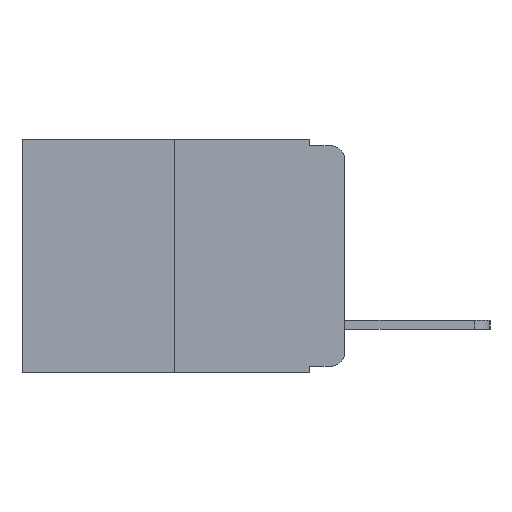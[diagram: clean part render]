
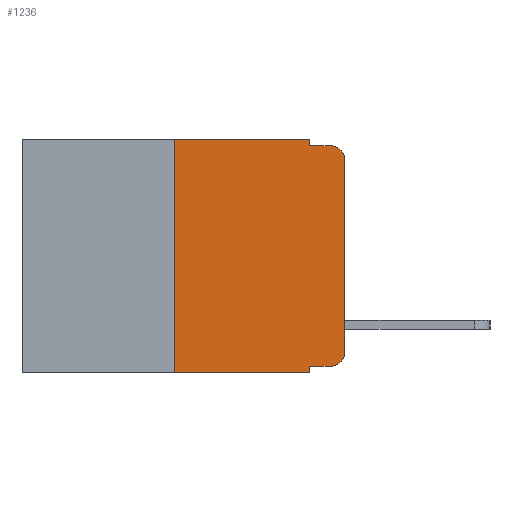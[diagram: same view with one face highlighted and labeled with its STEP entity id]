
A CAD part, left-side view. The second image highlights one B-rep face of the part: STEP entity #1236.
In plain terms, the highlighted planar face has unit normal (-1, 0, 0).
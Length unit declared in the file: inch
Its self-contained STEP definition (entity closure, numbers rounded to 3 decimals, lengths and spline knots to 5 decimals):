
#114 = CARTESIAN_POINT ( 'NONE',  ( 0., 0.051, -0.01 ) ) ;
#238 = AXIS2_PLACEMENT_3D ( 'NONE', #5381, #12616, #6510 ) ;
#343 = CARTESIAN_POINT ( 'NONE',  ( 0., 0.25, -0.343 ) ) ;
#739 = CARTESIAN_POINT ( 'NONE',  ( 0., 0.02, -0.01 ) ) ;
#778 = CARTESIAN_POINT ( 'NONE',  ( 0., 0.051, 0. ) ) ;
#835 = VERTEX_POINT ( 'NONE', #3768 ) ;
#1236 = ADVANCED_FACE ( 'NONE', ( #2437 ), #12648, .F. ) ;
#1496 = DIRECTION ( 'NONE',  ( 0., -1., 0. ) ) ;
#1804 = VERTEX_POINT ( 'NONE', #13457 ) ;
#1973 = VECTOR ( 'NONE', #10942, 39.37008 ) ;
#2117 = VECTOR ( 'NONE', #6462, 39.37008 ) ;
#2244 = DIRECTION ( 'NONE',  ( 0., 0., 1. ) ) ;
#2288 = ORIENTED_EDGE ( 'NONE', *, *, #12064, .T. ) ;
#2344 = VECTOR ( 'NONE', #2244, 39.37008 ) ;
#2437 = FACE_OUTER_BOUND ( 'NONE', #13969, .T. ) ;
#2532 = LINE ( 'NONE', #4770, #8482 ) ;
#2624 = CARTESIAN_POINT ( 'NONE',  ( 0., 0.051, -0.343 ) ) ;
#3618 = DIRECTION ( 'NONE',  ( 0., -1., 0. ) ) ;
#3768 = CARTESIAN_POINT ( 'NONE',  ( 0., 0.25, 0. ) ) ;
#3928 = VERTEX_POINT ( 'NONE', #343 ) ;
#4770 = CARTESIAN_POINT ( 'NONE',  ( 0., 0., 0. ) ) ;
#4809 = CIRCLE ( 'NONE', #238, 0.02 ) ;
#5116 = VERTEX_POINT ( 'NONE', #11550 ) ;
#5190 = ORIENTED_EDGE ( 'NONE', *, *, #12522, .T. ) ;
#5195 = LINE ( 'NONE', #7538, #2117 ) ;
#5341 = VERTEX_POINT ( 'NONE', #8664 ) ;
#5381 = CARTESIAN_POINT ( 'NONE',  ( 0., 0.02, -0.313 ) ) ;
#5486 = VERTEX_POINT ( 'NONE', #6321 ) ;
#5606 = AXIS2_PLACEMENT_3D ( 'NONE', #12775, #6702, #13714 ) ;
#5790 = VECTOR ( 'NONE', #11232, 39.37008 ) ;
#5836 = VERTEX_POINT ( 'NONE', #739 ) ;
#5842 = ORIENTED_EDGE ( 'NONE', *, *, #12112, .F. ) ;
#5997 = DIRECTION ( 'NONE',  ( 0., 0., 1. ) ) ;
#6061 = EDGE_CURVE ( 'NONE', #3928, #8024, #13589, .T. ) ;
#6108 = CARTESIAN_POINT ( 'NONE',  ( 0., 0.25, 0. ) ) ;
#6133 = ORIENTED_EDGE ( 'NONE', *, *, #12479, .T. ) ;
#6298 = ORIENTED_EDGE ( 'NONE', *, *, #11773, .F. ) ;
#6321 = CARTESIAN_POINT ( 'NONE',  ( 0., 0.051, 0. ) ) ;
#6462 = DIRECTION ( 'NONE',  ( 0., 0., -1. ) ) ;
#6510 = DIRECTION ( 'NONE',  ( 0., 0., -1. ) ) ;
#6702 = DIRECTION ( 'NONE',  ( -1., 0., 0. ) ) ;
#6854 = AXIS2_PLACEMENT_3D ( 'NONE', #12684, #11809, #11852 ) ;
#6996 = VERTEX_POINT ( 'NONE', #10549 ) ;
#7164 = LINE ( 'NONE', #114, #12518 ) ;
#7238 = ORIENTED_EDGE ( 'NONE', *, *, #12080, .F. ) ;
#7269 = ORIENTED_EDGE ( 'NONE', *, *, #12040, .F. ) ;
#7345 = ORIENTED_EDGE ( 'NONE', *, *, #12180, .T. ) ;
#7506 = ORIENTED_EDGE ( 'NONE', *, *, #11751, .F. ) ;
#7538 = CARTESIAN_POINT ( 'NONE',  ( 0., 0.051, 0. ) ) ;
#7870 = LINE ( 'NONE', #10653, #10215 ) ;
#7882 = ORIENTED_EDGE ( 'NONE', *, *, #6061, .T. ) ;
#8024 = VERTEX_POINT ( 'NONE', #2624 ) ;
#8482 = VECTOR ( 'NONE', #5997, 39.37008 ) ;
#8664 = CARTESIAN_POINT ( 'NONE',  ( 0., 0., -0.03 ) ) ;
#8963 = CIRCLE ( 'NONE', #5606, 0.02 ) ;
#9234 = CARTESIAN_POINT ( 'NONE',  ( 0., 0.051, -0.333 ) ) ;
#9519 = VERTEX_POINT ( 'NONE', #12275 ) ;
#10215 = VECTOR ( 'NONE', #11646, 39.37008 ) ;
#10549 = CARTESIAN_POINT ( 'NONE',  ( 0., 0., -0.313 ) ) ;
#10653 = CARTESIAN_POINT ( 'NONE',  ( 0., 0.473, 0. ) ) ;
#10942 = DIRECTION ( 'NONE',  ( 0., -1., 0. ) ) ;
#11012 = LINE ( 'NONE', #6108, #2344 ) ;
#11044 = CARTESIAN_POINT ( 'NONE',  ( 0., 0.473, -0.343 ) ) ;
#11232 = DIRECTION ( 'NONE',  ( 0., 0., -1. ) ) ;
#11326 = LINE ( 'NONE', #778, #5790 ) ;
#11550 = CARTESIAN_POINT ( 'NONE',  ( 0., 0.051, -0.333 ) ) ;
#11646 = DIRECTION ( 'NONE',  ( 0., -1., 0. ) ) ;
#11751 = EDGE_CURVE ( 'NONE', #5116, #8024, #11326, .T. ) ;
#11773 = EDGE_CURVE ( 'NONE', #3928, #835, #11012, .T. ) ;
#11809 = DIRECTION ( 'NONE',  ( 1., 0., 0. ) ) ;
#11852 = DIRECTION ( 'NONE',  ( 0., 0., -1. ) ) ;
#12040 = EDGE_CURVE ( 'NONE', #5486, #9519, #5195, .T. ) ;
#12064 = EDGE_CURVE ( 'NONE', #1804, #6996, #4809, .T. ) ;
#12080 = EDGE_CURVE ( 'NONE', #835, #5486, #7870, .T. ) ;
#12112 = EDGE_CURVE ( 'NONE', #9519, #5836, #7164, .T. ) ;
#12180 = EDGE_CURVE ( 'NONE', #5341, #5836, #8963, .T. ) ;
#12275 = CARTESIAN_POINT ( 'NONE',  ( 0., 0.051, -0.01 ) ) ;
#12479 = EDGE_CURVE ( 'NONE', #6996, #5341, #2532, .T. ) ;
#12518 = VECTOR ( 'NONE', #1496, 39.37008 ) ;
#12522 = EDGE_CURVE ( 'NONE', #5116, #1804, #13385, .T. ) ;
#12616 = DIRECTION ( 'NONE',  ( -1., 0., 0. ) ) ;
#12648 = PLANE ( 'NONE',  #6854 ) ;
#12684 = CARTESIAN_POINT ( 'NONE',  ( 0., 0.473, 0. ) ) ;
#12775 = CARTESIAN_POINT ( 'NONE',  ( 0., 0.02, -0.03 ) ) ;
#12799 = VECTOR ( 'NONE', #3618, 39.37008 ) ;
#13385 = LINE ( 'NONE', #9234, #12799 ) ;
#13457 = CARTESIAN_POINT ( 'NONE',  ( 0., 0.02, -0.333 ) ) ;
#13589 = LINE ( 'NONE', #11044, #1973 ) ;
#13714 = DIRECTION ( 'NONE',  ( 0., 0., -1. ) ) ;
#13969 = EDGE_LOOP ( 'NONE', ( #6133, #7345, #5842, #7269, #7238, #6298, #7882, #7506, #5190, #2288 ) ) ;
